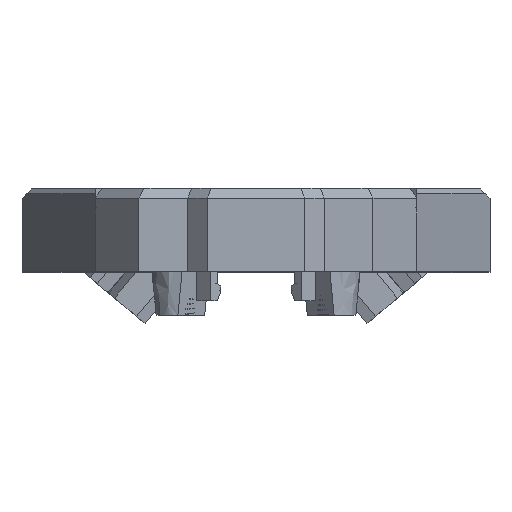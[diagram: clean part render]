
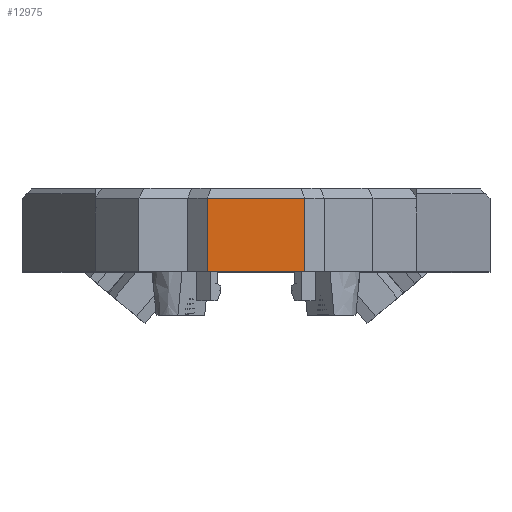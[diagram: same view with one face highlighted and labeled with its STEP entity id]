
A CAD part, top view. The second image highlights one B-rep face of the part: STEP entity #12975.
In plain terms, the highlighted planar face has unit normal (0, 0, 1).
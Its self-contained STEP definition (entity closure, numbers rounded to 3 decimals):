
#2988 = PLANE('',#2989);
#2989 = AXIS2_PLACEMENT_3D('',#2990,#2991,#2992);
#2990 = CARTESIAN_POINT('',(0.,-8.5,20.603));
#2991 = DIRECTION('',(0.,1.,0.));
#2992 = DIRECTION('',(0.,0.,1.));
#7640 = VERTEX_POINT('',#7641);
#7641 = CARTESIAN_POINT('',(5.,-8.5,56.));
#7655 = PLANE('',#7656);
#7656 = AXIS2_PLACEMENT_3D('',#7657,#7658,#7659);
#7657 = CARTESIAN_POINT('',(6.,-4.25,55.));
#7658 = DIRECTION('',(0.707,0.,0.707));
#7659 = DIRECTION('',(-0.707,0.,0.707));
#7667 = EDGE_CURVE('',#7640,#7668,#7670,.T.);
#7668 = VERTEX_POINT('',#7669);
#7669 = CARTESIAN_POINT('',(-5.,-8.5,56.));
#7670 = SURFACE_CURVE('',#7671,(#7675,#7682),.PCURVE_S1.);
#7671 = LINE('',#7672,#7673);
#7672 = CARTESIAN_POINT('',(5.,-8.5,56.));
#7673 = VECTOR('',#7674,1.);
#7674 = DIRECTION('',(-1.,0.,0.));
#7675 = PCURVE('',#2988,#7676);
#7676 = DEFINITIONAL_REPRESENTATION('',(#7677),#7681);
#7677 = LINE('',#7678,#7679);
#7678 = CARTESIAN_POINT('',(35.397,5.));
#7679 = VECTOR('',#7680,1.);
#7680 = DIRECTION('',(-0.,-1.));
#7681 = ( GEOMETRIC_REPRESENTATION_CONTEXT(2) 
PARAMETRIC_REPRESENTATION_CONTEXT() REPRESENTATION_CONTEXT('2D SPACE',''
  ) );
#7682 = PCURVE('',#7683,#7688);
#7683 = PLANE('',#7684);
#7684 = AXIS2_PLACEMENT_3D('',#7685,#7686,#7687);
#7685 = CARTESIAN_POINT('',(0.,-4.25,56.));
#7686 = DIRECTION('',(0.,0.,1.));
#7687 = DIRECTION('',(0.,-1.,0.));
#7688 = DEFINITIONAL_REPRESENTATION('',(#7689),#7693);
#7689 = LINE('',#7690,#7691);
#7690 = CARTESIAN_POINT('',(4.25,5.));
#7691 = VECTOR('',#7692,1.);
#7692 = DIRECTION('',(-0.,-1.));
#7693 = ( GEOMETRIC_REPRESENTATION_CONTEXT(2) 
PARAMETRIC_REPRESENTATION_CONTEXT() REPRESENTATION_CONTEXT('2D SPACE',''
  ) );
#7711 = PLANE('',#7712);
#7712 = AXIS2_PLACEMENT_3D('',#7713,#7714,#7715);
#7713 = CARTESIAN_POINT('',(-6.,-4.25,55.));
#7714 = DIRECTION('',(-0.707,0.,0.707));
#7715 = DIRECTION('',(-0.707,0.,-0.707));
#12925 = EDGE_CURVE('',#12926,#7640,#12928,.T.);
#12926 = VERTEX_POINT('',#12927);
#12927 = CARTESIAN_POINT('',(5.,-1.,56.));
#12928 = SURFACE_CURVE('',#12929,(#12933,#12940),.PCURVE_S1.);
#12929 = LINE('',#12930,#12931);
#12930 = CARTESIAN_POINT('',(5.,-3.5,56.));
#12931 = VECTOR('',#12932,1.);
#12932 = DIRECTION('',(0.,-1.,0.));
#12933 = PCURVE('',#7655,#12934);
#12934 = DEFINITIONAL_REPRESENTATION('',(#12935),#12939);
#12935 = LINE('',#12936,#12937);
#12936 = CARTESIAN_POINT('',(1.414,-0.75));
#12937 = VECTOR('',#12938,1.);
#12938 = DIRECTION('',(0.,1.));
#12939 = ( GEOMETRIC_REPRESENTATION_CONTEXT(2) 
PARAMETRIC_REPRESENTATION_CONTEXT() REPRESENTATION_CONTEXT('2D SPACE',''
  ) );
#12940 = PCURVE('',#7683,#12941);
#12941 = DEFINITIONAL_REPRESENTATION('',(#12942),#12946);
#12942 = LINE('',#12943,#12944);
#12943 = CARTESIAN_POINT('',(-0.75,5.));
#12944 = VECTOR('',#12945,1.);
#12945 = DIRECTION('',(1.,0.));
#12946 = ( GEOMETRIC_REPRESENTATION_CONTEXT(2) 
PARAMETRIC_REPRESENTATION_CONTEXT() REPRESENTATION_CONTEXT('2D SPACE',''
  ) );
#12975 = ADVANCED_FACE('',(#12976),#7683,.T.);
#12976 = FACE_BOUND('',#12977,.T.);
#12977 = EDGE_LOOP('',(#12978,#13001,#13002,#13003));
#12978 = ORIENTED_EDGE('',*,*,#12979,.T.);
#12979 = EDGE_CURVE('',#12980,#7668,#12982,.T.);
#12980 = VERTEX_POINT('',#12981);
#12981 = CARTESIAN_POINT('',(-5.,-1.,56.));
#12982 = SURFACE_CURVE('',#12983,(#12987,#12994),.PCURVE_S1.);
#12983 = LINE('',#12984,#12985);
#12984 = CARTESIAN_POINT('',(-5.,0.,56.));
#12985 = VECTOR('',#12986,1.);
#12986 = DIRECTION('',(0.,-1.,0.));
#12987 = PCURVE('',#7683,#12988);
#12988 = DEFINITIONAL_REPRESENTATION('',(#12989),#12993);
#12989 = LINE('',#12990,#12991);
#12990 = CARTESIAN_POINT('',(-4.25,-5.));
#12991 = VECTOR('',#12992,1.);
#12992 = DIRECTION('',(1.,0.));
#12993 = ( GEOMETRIC_REPRESENTATION_CONTEXT(2) 
PARAMETRIC_REPRESENTATION_CONTEXT() REPRESENTATION_CONTEXT('2D SPACE',''
  ) );
#12994 = PCURVE('',#7711,#12995);
#12995 = DEFINITIONAL_REPRESENTATION('',(#12996),#13000);
#12996 = LINE('',#12997,#12998);
#12997 = CARTESIAN_POINT('',(-1.414,-4.25));
#12998 = VECTOR('',#12999,1.);
#12999 = DIRECTION('',(0.,1.));
#13000 = ( GEOMETRIC_REPRESENTATION_CONTEXT(2) 
PARAMETRIC_REPRESENTATION_CONTEXT() REPRESENTATION_CONTEXT('2D SPACE',''
  ) );
#13001 = ORIENTED_EDGE('',*,*,#7667,.F.);
#13002 = ORIENTED_EDGE('',*,*,#12925,.F.);
#13003 = ORIENTED_EDGE('',*,*,#13004,.F.);
#13004 = EDGE_CURVE('',#12980,#12926,#13005,.T.);
#13005 = SURFACE_CURVE('',#13006,(#13010,#13017),.PCURVE_S1.);
#13006 = LINE('',#13007,#13008);
#13007 = CARTESIAN_POINT('',(-5.,-1.,56.));
#13008 = VECTOR('',#13009,1.);
#13009 = DIRECTION('',(1.,0.,0.));
#13010 = PCURVE('',#7683,#13011);
#13011 = DEFINITIONAL_REPRESENTATION('',(#13012),#13016);
#13012 = LINE('',#13013,#13014);
#13013 = CARTESIAN_POINT('',(-3.25,-5.));
#13014 = VECTOR('',#13015,1.);
#13015 = DIRECTION('',(0.,1.));
#13016 = ( GEOMETRIC_REPRESENTATION_CONTEXT(2) 
PARAMETRIC_REPRESENTATION_CONTEXT() REPRESENTATION_CONTEXT('2D SPACE',''
  ) );
#13017 = PCURVE('',#13018,#13023);
#13018 = PLANE('',#13019);
#13019 = AXIS2_PLACEMENT_3D('',#13020,#13021,#13022);
#13020 = CARTESIAN_POINT('',(-5.,-0.5,55.5));
#13021 = DIRECTION('',(0.,0.707,0.707));
#13022 = DIRECTION('',(-1.,-0.,-0.));
#13023 = DEFINITIONAL_REPRESENTATION('',(#13024),#13028);
#13024 = LINE('',#13025,#13026);
#13025 = CARTESIAN_POINT('',(-0.,0.707));
#13026 = VECTOR('',#13027,1.);
#13027 = DIRECTION('',(-1.,0.));
#13028 = ( GEOMETRIC_REPRESENTATION_CONTEXT(2) 
PARAMETRIC_REPRESENTATION_CONTEXT() REPRESENTATION_CONTEXT('2D SPACE',''
  ) );
